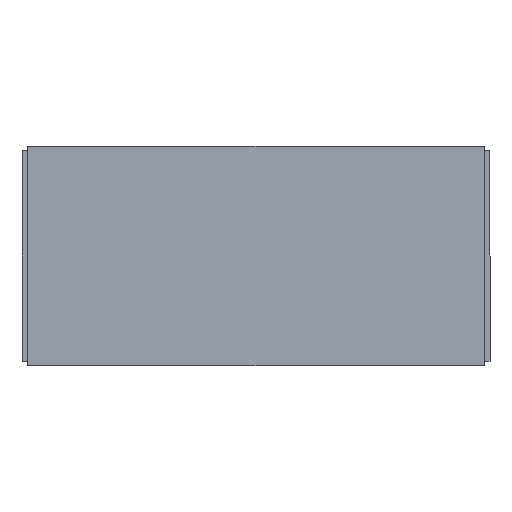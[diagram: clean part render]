
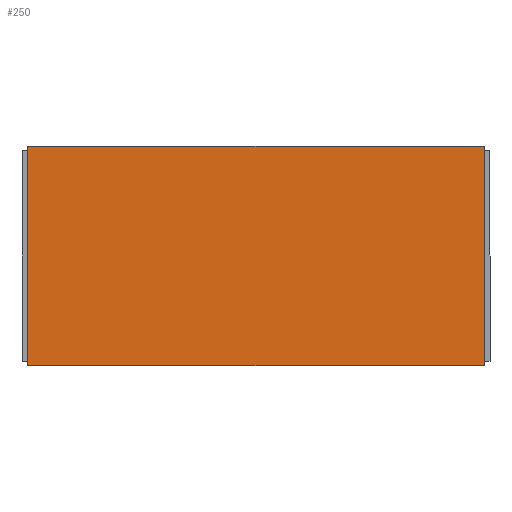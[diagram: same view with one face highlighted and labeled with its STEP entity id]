
A CAD part, front view. The second image highlights one B-rep face of the part: STEP entity #250.
In plain terms, the highlighted planar face has unit normal (0, -1, 0).
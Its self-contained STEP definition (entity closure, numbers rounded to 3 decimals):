
#8 = VERTEX_POINT ( 'NONE', #98 ) ;
#9 = CARTESIAN_POINT ( 'NONE',  ( -9.747, -0.1, -4.691 ) ) ;
#14 = CARTESIAN_POINT ( 'NONE',  ( 9.747, -0.1, 4.691 ) ) ;
#19 = LINE ( 'NONE', #297, #384 ) ;
#36 = DIRECTION ( 'NONE',  ( 1., 0., 0. ) ) ;
#53 = VERTEX_POINT ( 'NONE', #222 ) ;
#66 = CARTESIAN_POINT ( 'NONE',  ( -9.747, -0.1, -4.691 ) ) ;
#69 = ORIENTED_EDGE ( 'NONE', *, *, #314, .T. ) ;
#80 = ORIENTED_EDGE ( 'NONE', *, *, #89, .T. ) ;
#86 = DIRECTION ( 'NONE',  ( 0., 0., 1. ) ) ;
#89 = EDGE_CURVE ( 'NONE', #8, #331, #341, .T. ) ;
#92 = LINE ( 'NONE', #66, #231 ) ;
#98 = CARTESIAN_POINT ( 'NONE',  ( 9.747, -0.1, 4.691 ) ) ;
#134 = VECTOR ( 'NONE', #256, 1000. ) ;
#144 = DIRECTION ( 'NONE',  ( 0., -1., 0. ) ) ;
#163 = VECTOR ( 'NONE', #36, 1000. ) ;
#174 = LINE ( 'NONE', #443, #163 ) ;
#198 = EDGE_CURVE ( 'NONE', #267, #53, #174, .T. ) ;
#222 = CARTESIAN_POINT ( 'NONE',  ( 9.747, -0.1, -4.691 ) ) ;
#228 = AXIS2_PLACEMENT_3D ( 'NONE', #404, #144, #258 ) ;
#231 = VECTOR ( 'NONE', #428, 1000. ) ;
#250 = ADVANCED_FACE ( 'NONE', ( #391 ), #400, .T. ) ;
#256 = DIRECTION ( 'NONE',  ( -1., 0., 0. ) ) ;
#258 = DIRECTION ( 'NONE',  ( 0., 0., -1. ) ) ;
#267 = VERTEX_POINT ( 'NONE', #9 ) ;
#297 = CARTESIAN_POINT ( 'NONE',  ( 9.747, -0.1, -4.691 ) ) ;
#306 = EDGE_CURVE ( 'NONE', #331, #267, #92, .T. ) ;
#314 = EDGE_CURVE ( 'NONE', #53, #8, #19, .T. ) ;
#331 = VERTEX_POINT ( 'NONE', #333 ) ;
#333 = CARTESIAN_POINT ( 'NONE',  ( -9.747, -0.1, 4.691 ) ) ;
#341 = LINE ( 'NONE', #14, #134 ) ;
#376 = ORIENTED_EDGE ( 'NONE', *, *, #306, .T. ) ;
#384 = VECTOR ( 'NONE', #86, 1000. ) ;
#391 = FACE_OUTER_BOUND ( 'NONE', #411, .T. ) ;
#400 = PLANE ( 'NONE',  #228 ) ;
#404 = CARTESIAN_POINT ( 'NONE',  ( 0., -0.1, 0. ) ) ;
#411 = EDGE_LOOP ( 'NONE', ( #376, #448, #69, #80 ) ) ;
#428 = DIRECTION ( 'NONE',  ( 0., 0., -1. ) ) ;
#443 = CARTESIAN_POINT ( 'NONE',  ( 9.747, -0.1, -4.691 ) ) ;
#448 = ORIENTED_EDGE ( 'NONE', *, *, #198, .T. ) ;
